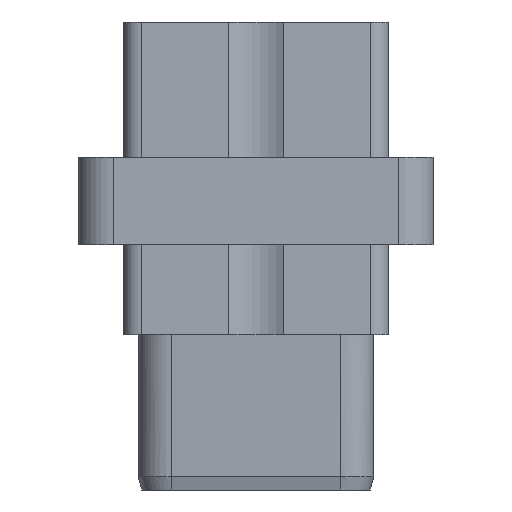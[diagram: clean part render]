
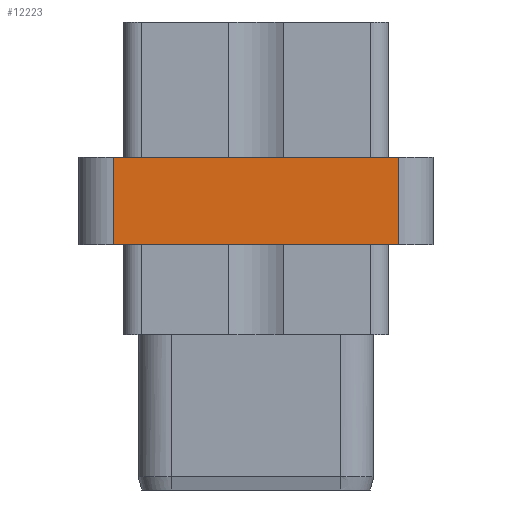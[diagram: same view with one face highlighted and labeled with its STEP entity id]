
A CAD part, left-side view. The second image highlights one B-rep face of the part: STEP entity #12223.
In plain terms, the highlighted planar face has unit normal (-1, 0, 0).
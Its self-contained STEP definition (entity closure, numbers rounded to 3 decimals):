
#5=DIRECTION('',(0.,-1.,0.));
#6=VECTOR('',#5,16.26);
#7=CARTESIAN_POINT('',(-43.945,8.13,-0.015));
#8=LINE('',#7,#6);
#89=DIRECTION('',(0.,0.,-1.));
#90=VECTOR('',#89,4.99);
#91=CARTESIAN_POINT('',(-43.945,-8.13,4.975));
#92=LINE('',#91,#90);
#116=DIRECTION('',(0.,0.,-1.));
#117=VECTOR('',#116,4.99);
#118=CARTESIAN_POINT('',(-43.945,8.13,4.975));
#119=LINE('',#118,#117);
#169=DIRECTION('',(0.,-1.,0.));
#170=VECTOR('',#169,16.26);
#171=CARTESIAN_POINT('',(-43.945,8.13,4.975));
#172=LINE('',#171,#170);
#9383=CARTESIAN_POINT('',(-43.945,8.13,4.975));
#9384=VERTEX_POINT('',#9383);
#9385=CARTESIAN_POINT('',(-43.945,8.13,-0.015));
#9386=VERTEX_POINT('',#9385);
#9387=CARTESIAN_POINT('',(-43.945,-8.13,4.975));
#9388=CARTESIAN_POINT('',(-43.945,-8.13,-0.015));
#9389=VERTEX_POINT('',#9387);
#9390=VERTEX_POINT('',#9388);
#12210=CARTESIAN_POINT('',(-43.945,10.13,0.));
#12211=DIRECTION('',(-1.,0.,0.));
#12212=DIRECTION('',(0.,-1.,0.));
#12213=AXIS2_PLACEMENT_3D('',#12210,#12211,#12212);
#12214=PLANE('',#12213);
#12216=ORIENTED_EDGE('',*,*,#12215,.F.);
#12218=ORIENTED_EDGE('',*,*,#12217,.T.);
#12219=ORIENTED_EDGE('',*,*,#12201,.T.);
#12220=ORIENTED_EDGE('',*,*,#12108,.F.);
#12221=EDGE_LOOP('',(#12216,#12218,#12219,#12220));
#12222=FACE_OUTER_BOUND('',#12221,.F.);
#12223=ADVANCED_FACE('',(#12222),#12214,.T.);
#12108=EDGE_CURVE('',#9386,#9390,#8,.T.);
#12201=EDGE_CURVE('',#9389,#9390,#92,.T.);
#12215=EDGE_CURVE('',#9384,#9386,#119,.T.);
#12217=EDGE_CURVE('',#9384,#9389,#172,.T.);
